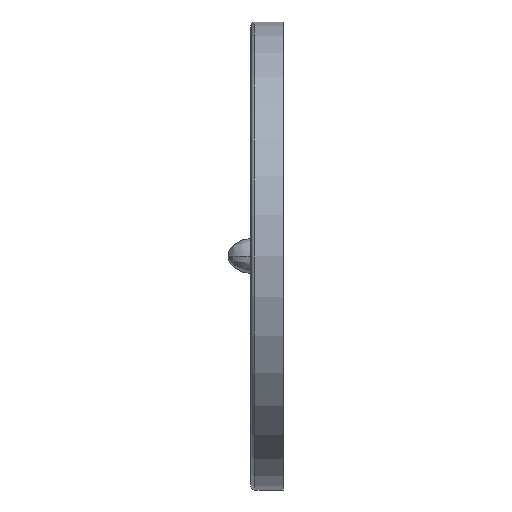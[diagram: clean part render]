
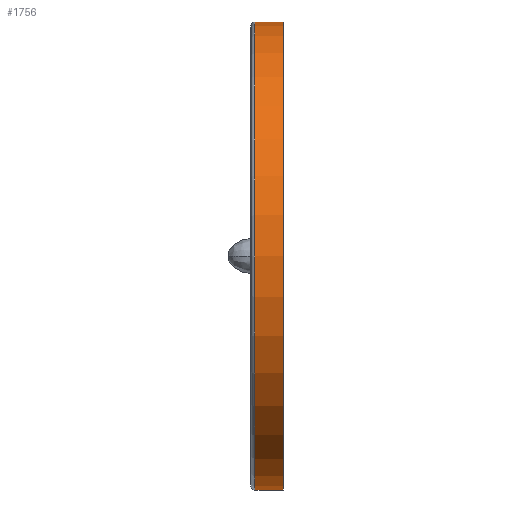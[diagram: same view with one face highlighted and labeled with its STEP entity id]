
A CAD part, left-side view. The second image highlights one B-rep face of the part: STEP entity #1756.
In plain terms, the highlighted cylindrical face has radius 59.1 mm (diameter 118.2 mm), a partial arc.
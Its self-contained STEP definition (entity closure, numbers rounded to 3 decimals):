
#93 = AXIS2_PLACEMENT_3D ( 'NONE', #911, #1968, #559 ) ;
#109 = VERTEX_POINT ( 'NONE', #1249 ) ;
#130 = VERTEX_POINT ( 'NONE', #1099 ) ;
#167 = CIRCLE ( 'NONE', #676, 59.1 ) ;
#182 = EDGE_CURVE ( 'NONE', #2285, #2190, #1490, .T. ) ;
#246 = CARTESIAN_POINT ( 'NONE',  ( 0., 0., 0. ) ) ;
#260 = DIRECTION ( 'NONE',  ( 0., 0., 1. ) ) ;
#389 = DIRECTION ( 'NONE',  ( 0., -1., 0. ) ) ;
#524 = DIRECTION ( 'NONE',  ( 0., 0., -1. ) ) ;
#538 = EDGE_CURVE ( 'NONE', #109, #130, #728, .T. ) ;
#559 = DIRECTION ( 'NONE',  ( 0., 0., 1. ) ) ;
#637 = ORIENTED_EDGE ( 'NONE', *, *, #538, .T. ) ;
#676 = AXIS2_PLACEMENT_3D ( 'NONE', #246, #1704, #260 ) ;
#706 = FACE_OUTER_BOUND ( 'NONE', #1857, .T. ) ;
#727 = AXIS2_PLACEMENT_3D ( 'NONE', #2159, #2172, #524 ) ;
#728 = LINE ( 'NONE', #1788, #1340 ) ;
#911 = CARTESIAN_POINT ( 'NONE',  ( 0., 7.2, 0. ) ) ;
#1084 = VECTOR ( 'NONE', #389, 1000. ) ;
#1099 = CARTESIAN_POINT ( 'NONE',  ( 0., 0., -59.1 ) ) ;
#1135 = CARTESIAN_POINT ( 'NONE',  ( 0., 8.2, 59.1 ) ) ;
#1170 = ORIENTED_EDGE ( 'NONE', *, *, #1448, .T. ) ;
#1249 = CARTESIAN_POINT ( 'NONE',  ( 0., 7.2, -59.1 ) ) ;
#1253 = ORIENTED_EDGE ( 'NONE', *, *, #2058, .T. ) ;
#1293 = CARTESIAN_POINT ( 'NONE',  ( 0., 7.2, 59.1 ) ) ;
#1340 = VECTOR ( 'NONE', #2355, 1000. ) ;
#1423 = CYLINDRICAL_SURFACE ( 'NONE', #727, 59.1 ) ;
#1448 = EDGE_CURVE ( 'NONE', #2285, #109, #1733, .T. ) ;
#1490 = LINE ( 'NONE', #1135, #1084 ) ;
#1704 = DIRECTION ( 'NONE',  ( 0., 1., 0. ) ) ;
#1733 = CIRCLE ( 'NONE', #93, 59.1 ) ;
#1749 = ORIENTED_EDGE ( 'NONE', *, *, #182, .F. ) ;
#1756 = ADVANCED_FACE ( 'NONE', ( #706 ), #1423, .T. ) ;
#1788 = CARTESIAN_POINT ( 'NONE',  ( 0., 8.2, -59.1 ) ) ;
#1857 = EDGE_LOOP ( 'NONE', ( #1749, #1170, #637, #1253 ) ) ;
#1968 = DIRECTION ( 'NONE',  ( 0., -1., 0. ) ) ;
#2058 = EDGE_CURVE ( 'NONE', #130, #2190, #167, .T. ) ;
#2093 = CARTESIAN_POINT ( 'NONE',  ( 0., 0., 59.1 ) ) ;
#2159 = CARTESIAN_POINT ( 'NONE',  ( 0., 8.2, 0. ) ) ;
#2172 = DIRECTION ( 'NONE',  ( 0., -1., 0. ) ) ;
#2190 = VERTEX_POINT ( 'NONE', #2093 ) ;
#2285 = VERTEX_POINT ( 'NONE', #1293 ) ;
#2355 = DIRECTION ( 'NONE',  ( 0., -1., 0. ) ) ;
